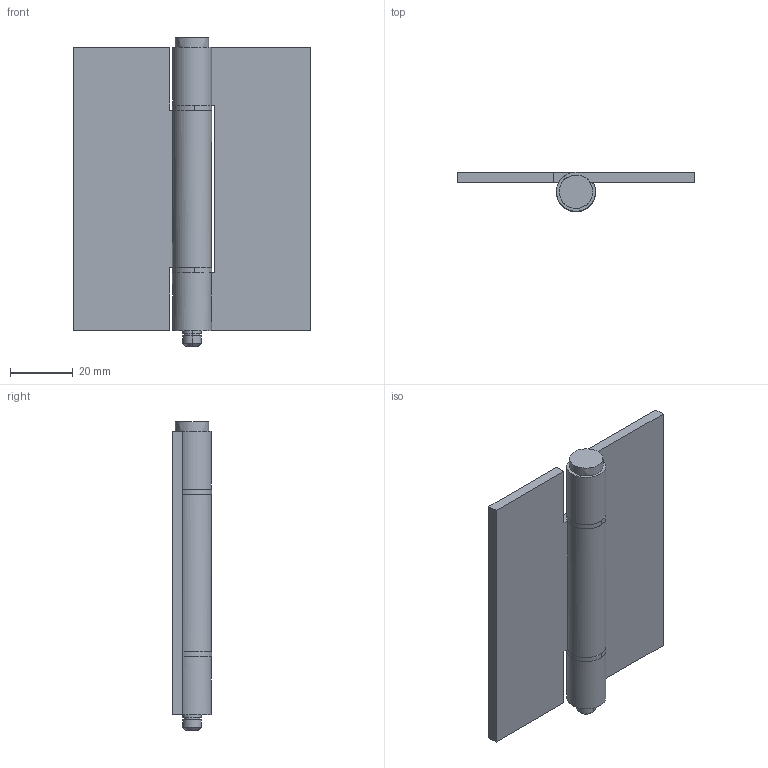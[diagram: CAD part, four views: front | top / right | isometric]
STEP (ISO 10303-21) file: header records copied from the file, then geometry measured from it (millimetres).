
FILE_DESCRIPTION((''),'2;1');
FILE_NAME('','2005-04-20T09:58:15',(''),(''),'','CADfix','');
FILE_SCHEMA(('AUTOMOTIVE_DESIGN'));
Length unit declared in the file: millimetre
Products named in the file (5): washer; shaft; hinge piece_B; hinge piece_A; TH_66_2_13621_36
Assembly tree (5 placements, depth 2):
  TH_66_2_13621_36
    washer  x2
    shaft
    hinge piece_B
    hinge piece_A
Bounding box: 75 x 12.48 x 98 mm (x, y, z)
Volume: 29424.1 mm3; surface area: 21129.9 mm2
Topology: 5 solids, 5 shells, 52 faces, 147 edges, 109 vertices
Faces by surface type: bspline 52
Entity records: 1782 total; most frequent: CARTESIAN_POINT 919, ORIENTED_EDGE 254, EDGE_CURVE 127, VERTEX_POINT 93, QUASI_UNIFORM_CURVE 66, EDGE_LOOP 52, FACE_OUTER_BOUND 46, ADVANCED_FACE 46
